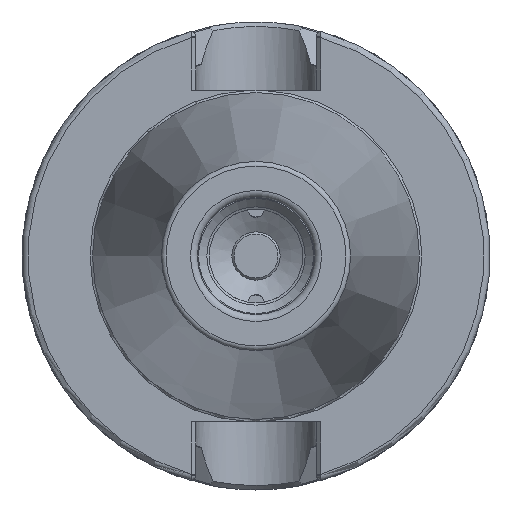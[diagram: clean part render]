
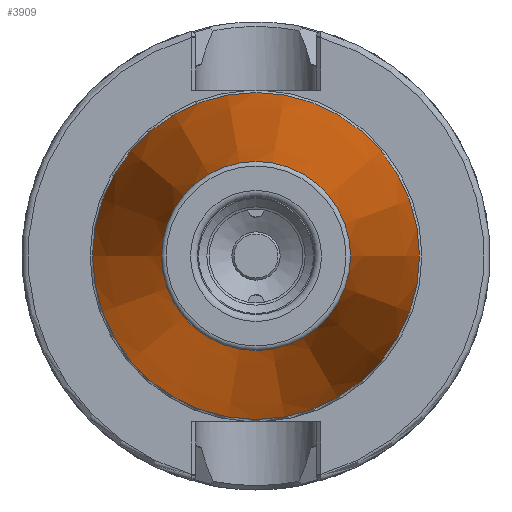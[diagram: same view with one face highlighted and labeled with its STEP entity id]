
A CAD part, left-side view. The second image highlights one B-rep face of the part: STEP entity #3909.
In plain terms, the highlighted conical face has half-angle 8.297 degrees and reference radius 27.564 mm.
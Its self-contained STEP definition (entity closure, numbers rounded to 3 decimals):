
#364=LINE('',#7095,#659);
#659=VECTOR('',#5088,27.564);
#995=FACE_OUTER_BOUND('',#1250,.T.);
#1250=EDGE_LOOP('',(#3173,#3174,#3175,#3176,#3177));
#1499=CIRCLE('',#4359,20.204);
#1500=CIRCLE('',#4360,20.204);
#1502=CIRCLE('',#4363,34.925);
#1843=VERTEX_POINT('',#7087);
#1844=VERTEX_POINT('',#7088);
#1845=VERTEX_POINT('',#7093);
#2300=EDGE_CURVE('',#1843,#1844,#1499,.T.);
#2301=EDGE_CURVE('',#1844,#1843,#1500,.T.);
#2303=EDGE_CURVE('',#1845,#1845,#1502,.T.);
#2304=EDGE_CURVE('',#1845,#1843,#364,.T.);
#3173=ORIENTED_EDGE('',*,*,#2303,.F.);
#3174=ORIENTED_EDGE('',*,*,#2304,.T.);
#3175=ORIENTED_EDGE('',*,*,#2300,.T.);
#3176=ORIENTED_EDGE('',*,*,#2301,.T.);
#3177=ORIENTED_EDGE('',*,*,#2304,.F.);
#3781=CONICAL_SURFACE('',#4362,27.564,0.145);
#3909=ADVANCED_FACE('',(#995),#3781,.T.);
#4359=AXIS2_PLACEMENT_3D('',#7089,#5078,#5079);
#4360=AXIS2_PLACEMENT_3D('',#7090,#5080,#5081);
#4362=AXIS2_PLACEMENT_3D('',#7092,#5084,#5085);
#4363=AXIS2_PLACEMENT_3D('',#7094,#5086,#5087);
#5078=DIRECTION('center_axis',(1.,0.,0.));
#5079=DIRECTION('ref_axis',(0.,0.,-1.));
#5080=DIRECTION('center_axis',(1.,0.,0.));
#5081=DIRECTION('ref_axis',(0.,0.,-1.));
#5084=DIRECTION('center_axis',(1.,0.,0.));
#5085=DIRECTION('ref_axis',(0.,1.,0.));
#5086=DIRECTION('center_axis',(1.,0.,0.));
#5087=DIRECTION('ref_axis',(0.,0.,-1.));
#5088=DIRECTION('',(-0.99,0.144,0.));
#7087=CARTESIAN_POINT('',(-100.944,-20.204,0.));
#7088=CARTESIAN_POINT('',(-100.944,0.,20.204));
#7089=CARTESIAN_POINT('Origin',(-100.944,0.,
0.));
#7090=CARTESIAN_POINT('Origin',(-100.944,0.,
0.));
#7092=CARTESIAN_POINT('Origin',(-50.472,0.,
0.));
#7093=CARTESIAN_POINT('',(0.,-34.925,0.));
#7094=CARTESIAN_POINT('Origin',(0.,0.,
0.));
#7095=CARTESIAN_POINT('',(-50.472,-27.564,0.));
